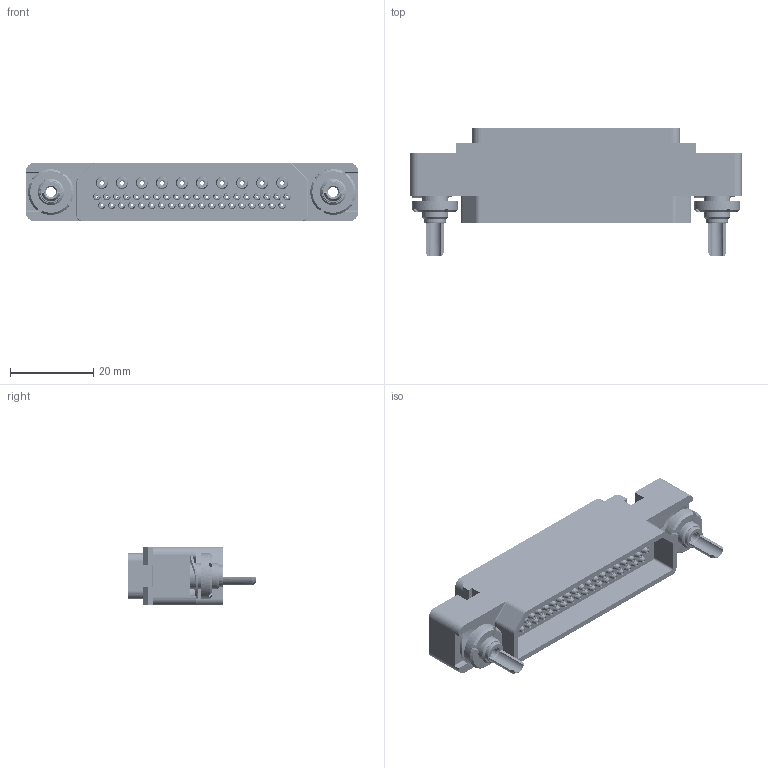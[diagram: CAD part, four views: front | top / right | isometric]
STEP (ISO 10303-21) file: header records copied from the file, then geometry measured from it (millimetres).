
FILE_DESCRIPTION((''),'2;1');
FILE_NAME('1900ND13P1B00A','2019-10-28T',('presta_be4'),(''),'CREO PARAMETRIC BY PTC INC, 2018360','CREO PARAMETRIC BY PTC INC, 2018360','');
FILE_SCHEMA(('CONFIG_CONTROL_DESIGN'));
Products named in the file (1): 1900ND13P1B00A
Bounding box: 80 x 30.77 x 14 mm (x, y, z)
Volume: 12498.3 mm3; surface area: 14238.1 mm2
Topology: 1 solids, 1 shells, 5640 faces, 13320 edges, 8026 vertices
Faces by surface type: plane 2079, cylinder 1470, torus 1204, cone 855, extrusion 26, bspline 6
Entity records: 167754 total; most frequent: CARTESIAN_POINT 33983, DIRECTION 30036, ORIENTED_EDGE 26632, EDGE_CURVE 13316, AXIS2_PLACEMENT_3D 11365, VERTEX_POINT 8026, VECTOR 7306, LINE 7280
